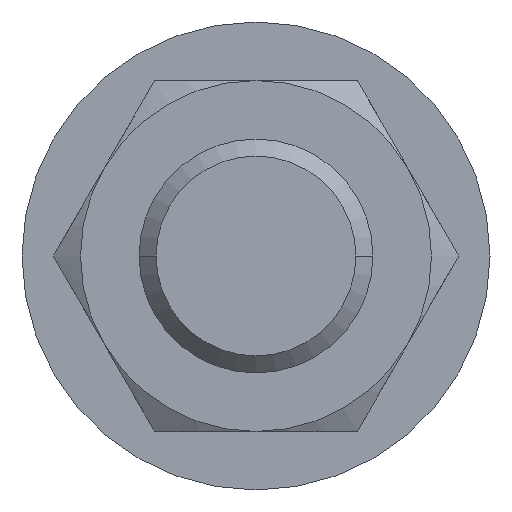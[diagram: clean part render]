
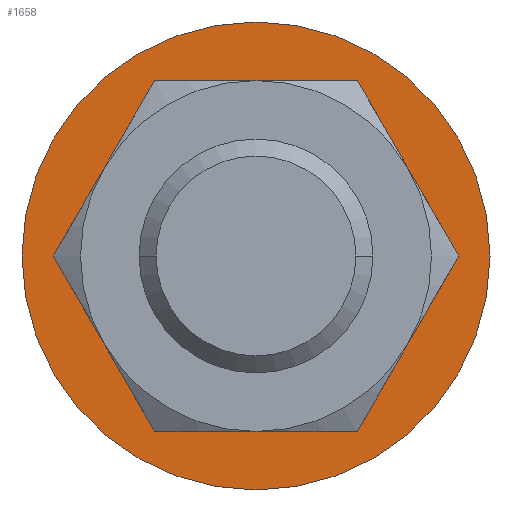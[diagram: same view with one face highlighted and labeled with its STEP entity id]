
A CAD part, front view. The second image highlights one B-rep face of the part: STEP entity #1658.
In plain terms, the highlighted planar face has unit normal (0, -1, 0).
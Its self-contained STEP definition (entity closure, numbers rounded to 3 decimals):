
#22 = FACE_OUTER_BOUND ( 'NONE', #620, .T. ) ;
#102 = EDGE_CURVE ( 'NONE', #2008, #1216, #1579, .T. ) ;
#104 = DIRECTION ( 'NONE',  ( 0., 1., 0. ) ) ;
#142 = AXIS2_PLACEMENT_3D ( 'NONE', #1338, #1202, #1863 ) ;
#176 = DIRECTION ( 'NONE',  ( 0., 0., 1. ) ) ;
#206 = DIRECTION ( 'NONE',  ( 0., 1., 0. ) ) ;
#219 = DIRECTION ( 'NONE',  ( 0., 1., 0. ) ) ;
#235 = ORIENTED_EDGE ( 'NONE', *, *, #1345, .T. ) ;
#334 = CARTESIAN_POINT ( 'NONE',  ( 0., -2.5, 6.5 ) ) ;
#346 = CARTESIAN_POINT ( 'NONE',  ( 0., -2.5, 0. ) ) ;
#357 = CIRCLE ( 'NONE', #897, 12. ) ;
#615 = CARTESIAN_POINT ( 'NONE',  ( 0., -2.5, 0. ) ) ;
#620 = EDGE_LOOP ( 'NONE', ( #675, #1873 ) ) ;
#633 = DIRECTION ( 'NONE',  ( 0., 1., 0. ) ) ;
#637 = AXIS2_PLACEMENT_3D ( 'NONE', #920, #219, #2057 ) ;
#671 = FACE_BOUND ( 'NONE', #2056, .T. ) ;
#675 = ORIENTED_EDGE ( 'NONE', *, *, #1732, .F. ) ;
#689 = VERTEX_POINT ( 'NONE', #1692 ) ;
#699 = PLANE ( 'NONE',  #142 ) ;
#728 = VERTEX_POINT ( 'NONE', #334 ) ;
#795 = CARTESIAN_POINT ( 'NONE',  ( 0., -2.5, 0. ) ) ;
#888 = DIRECTION ( 'NONE',  ( 0., 0., 1. ) ) ;
#897 = AXIS2_PLACEMENT_3D ( 'NONE', #346, #206, #888 ) ;
#920 = CARTESIAN_POINT ( 'NONE',  ( 0., -2.5, 0. ) ) ;
#936 = DIRECTION ( 'NONE',  ( 0., 0., 1. ) ) ;
#956 = CIRCLE ( 'NONE', #1489, 6.5 ) ;
#1043 = ORIENTED_EDGE ( 'NONE', *, *, #2141, .T. ) ;
#1202 = DIRECTION ( 'NONE',  ( 0., 1., 0. ) ) ;
#1216 = VERTEX_POINT ( 'NONE', #2127 ) ;
#1338 = CARTESIAN_POINT ( 'NONE',  ( 6.5, -2.5, 0. ) ) ;
#1345 = EDGE_CURVE ( 'NONE', #689, #728, #956, .T. ) ;
#1489 = AXIS2_PLACEMENT_3D ( 'NONE', #795, #633, #176 ) ;
#1579 = CIRCLE ( 'NONE', #637, 12. ) ;
#1658 = ADVANCED_FACE ( 'NONE', ( #22, #671 ), #699, .F. ) ;
#1659 = AXIS2_PLACEMENT_3D ( 'NONE', #615, #104, #936 ) ;
#1692 = CARTESIAN_POINT ( 'NONE',  ( 0., -2.5, -6.5 ) ) ;
#1732 = EDGE_CURVE ( 'NONE', #1216, #2008, #357, .T. ) ;
#1863 = DIRECTION ( 'NONE',  ( 0., 0., 1. ) ) ;
#1873 = ORIENTED_EDGE ( 'NONE', *, *, #102, .F. ) ;
#2008 = VERTEX_POINT ( 'NONE', #2024 ) ;
#2024 = CARTESIAN_POINT ( 'NONE',  ( 0., -2.5, -12. ) ) ;
#2056 = EDGE_LOOP ( 'NONE', ( #1043, #235 ) ) ;
#2057 = DIRECTION ( 'NONE',  ( 0., 0., 1. ) ) ;
#2069 = CIRCLE ( 'NONE', #1659, 6.5 ) ;
#2127 = CARTESIAN_POINT ( 'NONE',  ( 0., -2.5, 12. ) ) ;
#2141 = EDGE_CURVE ( 'NONE', #728, #689, #2069, .T. ) ;
